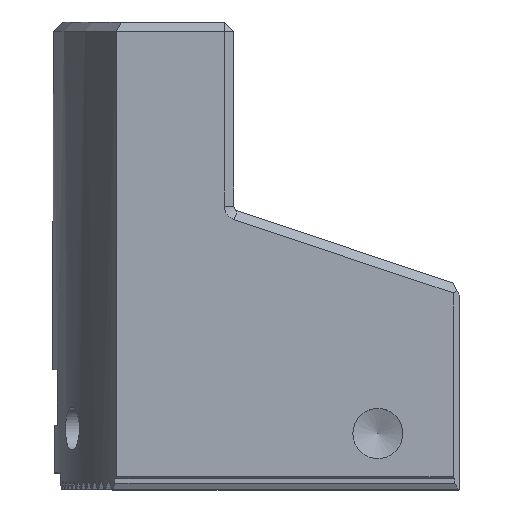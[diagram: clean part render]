
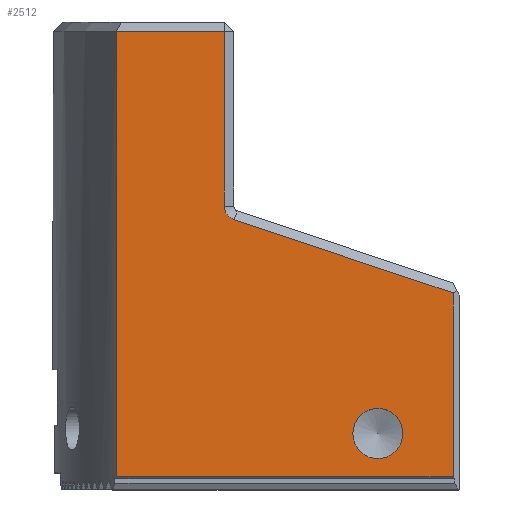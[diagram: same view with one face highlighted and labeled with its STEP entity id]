
A CAD part, top view. The second image highlights one B-rep face of the part: STEP entity #2512.
In plain terms, the highlighted planar face has unit normal (0, 0, 1).
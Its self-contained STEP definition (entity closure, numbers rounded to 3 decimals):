
#214 = CARTESIAN_POINT ( 'NONE',  ( 61.5, -66.5, 35. ) ) ;
#233 = LINE ( 'NONE', #830, #2751 ) ;
#272 = VERTEX_POINT ( 'NONE', #5185 ) ;
#410 = ORIENTED_EDGE ( 'NONE', *, *, #3780, .T. ) ;
#414 = DIRECTION ( 'NONE',  ( 0., -1., 0. ) ) ;
#434 = CARTESIAN_POINT ( 'NONE',  ( 9.499, -75.7, 35. ) ) ;
#481 = VECTOR ( 'NONE', #4742, 1000. ) ;
#610 = VERTEX_POINT ( 'NONE', #4285 ) ;
#731 = DIRECTION ( 'NONE',  ( -1., 0., 0. ) ) ;
#817 = CARTESIAN_POINT ( 'NONE',  ( 37., -0.82, 35. ) ) ;
#830 = CARTESIAN_POINT ( 'NONE',  ( 73.5, -75.7, 35. ) ) ;
#916 = EDGE_LOOP ( 'NONE', ( #4890 ) ) ;
#1035 = ORIENTED_EDGE ( 'NONE', *, *, #2642, .T. ) ;
#1118 = CARTESIAN_POINT ( 'NONE',  ( 9.499, -73.4, 35. ) ) ;
#1136 = CARTESIAN_POINT ( 'NONE',  ( 38.57, -32.38, 35. ) ) ;
#1393 = AXIS2_PLACEMENT_3D ( 'NONE', #434, #3538, #414 ) ;
#1398 = VECTOR ( 'NONE', #4940, 1000. ) ;
#1403 = VERTEX_POINT ( 'NONE', #4889 ) ;
#1418 = CIRCLE ( 'NONE', #5123, 2.3 ) ;
#1435 = ORIENTED_EDGE ( 'NONE', *, *, #4084, .T. ) ;
#1503 = VECTOR ( 'NONE', #3491, 1000. ) ;
#1547 = VERTEX_POINT ( 'NONE', #2734 ) ;
#1788 = DIRECTION ( 'NONE',  ( 0., 0., -1. ) ) ;
#1798 = LINE ( 'NONE', #3080, #4835 ) ;
#1816 = VERTEX_POINT ( 'NONE', #4826 ) ;
#1829 = ORIENTED_EDGE ( 'NONE', *, *, #5078, .F. ) ;
#1835 = FACE_BOUND ( 'NONE', #916, .T. ) ;
#1926 = LINE ( 'NONE', #1136, #1503 ) ;
#2001 = ORIENTED_EDGE ( 'NONE', *, *, #4305, .T. ) ;
#2159 = AXIS2_PLACEMENT_3D ( 'NONE', #214, #5574, #3751 ) ;
#2508 = ORIENTED_EDGE ( 'NONE', *, *, #5310, .F. ) ;
#2512 = ADVANCED_FACE ( 'NONE', ( #2800, #1835 ), #2947, .T. ) ;
#2537 = CIRCLE ( 'NONE', #2159, 4. ) ;
#2642 = EDGE_CURVE ( 'NONE', #4148, #272, #5148, .T. ) ;
#2734 = CARTESIAN_POINT ( 'NONE',  ( 73.5, -44.067, 35. ) ) ;
#2751 = VECTOR ( 'NONE', #4831, 1000. ) ;
#2800 = FACE_OUTER_BOUND ( 'NONE', #3035, .T. ) ;
#2947 = PLANE ( 'NONE',  #1393 ) ;
#3035 = EDGE_LOOP ( 'NONE', ( #2001, #410, #1435, #1035, #4566, #2508, #1829 ) ) ;
#3080 = CARTESIAN_POINT ( 'NONE',  ( 9.499, -2.32, 35. ) ) ;
#3096 = CARTESIAN_POINT ( 'NONE',  ( 39.3, -30.199, 35. ) ) ;
#3300 = EDGE_CURVE ( 'NONE', #272, #1403, #1798, .T. ) ;
#3491 = DIRECTION ( 'NONE',  ( -0.948, 0.317, 0. ) ) ;
#3538 = DIRECTION ( 'NONE',  ( 0., 0., 1. ) ) ;
#3751 = DIRECTION ( 'NONE',  ( 0., -1., 0. ) ) ;
#3766 = VECTOR ( 'NONE', #731, 1000. ) ;
#3780 = EDGE_CURVE ( 'NONE', #1547, #4395, #1926, .T. ) ;
#4039 = LINE ( 'NONE', #5679, #481 ) ;
#4084 = EDGE_CURVE ( 'NONE', #4395, #4148, #1418, .T. ) ;
#4148 = VERTEX_POINT ( 'NONE', #5318 ) ;
#4249 = EDGE_CURVE ( 'NONE', #610, #610, #2537, .T. ) ;
#4256 = CARTESIAN_POINT ( 'NONE',  ( 38.57, -32.38, 35. ) ) ;
#4285 = CARTESIAN_POINT ( 'NONE',  ( 61.5, -70.5, 35. ) ) ;
#4305 = EDGE_CURVE ( 'NONE', #4555, #1547, #233, .T. ) ;
#4395 = VERTEX_POINT ( 'NONE', #4256 ) ;
#4555 = VERTEX_POINT ( 'NONE', #5034 ) ;
#4566 = ORIENTED_EDGE ( 'NONE', *, *, #3300, .T. ) ;
#4742 = DIRECTION ( 'NONE',  ( 0., 1., 0. ) ) ;
#4797 = LINE ( 'NONE', #1118, #3766 ) ;
#4826 = CARTESIAN_POINT ( 'NONE',  ( 19.728, -73.4, 35. ) ) ;
#4831 = DIRECTION ( 'NONE',  ( 0., 1., 0. ) ) ;
#4835 = VECTOR ( 'NONE', #5713, 1000. ) ;
#4889 = CARTESIAN_POINT ( 'NONE',  ( 19.728, -2.32, 35. ) ) ;
#4890 = ORIENTED_EDGE ( 'NONE', *, *, #4249, .T. ) ;
#4940 = DIRECTION ( 'NONE',  ( 0., 1., 0. ) ) ;
#5034 = CARTESIAN_POINT ( 'NONE',  ( 73.5, -73.4, 35. ) ) ;
#5078 = EDGE_CURVE ( 'NONE', #4555, #1816, #4797, .T. ) ;
#5123 = AXIS2_PLACEMENT_3D ( 'NONE', #3096, #1788, #5353 ) ;
#5148 = LINE ( 'NONE', #817, #1398 ) ;
#5185 = CARTESIAN_POINT ( 'NONE',  ( 37., -2.32, 35. ) ) ;
#5310 = EDGE_CURVE ( 'NONE', #1816, #1403, #4039, .T. ) ;
#5318 = CARTESIAN_POINT ( 'NONE',  ( 37., -30.199, 35. ) ) ;
#5353 = DIRECTION ( 'NONE',  ( 0., -1., 0. ) ) ;
#5574 = DIRECTION ( 'NONE',  ( 0., 0., -1. ) ) ;
#5679 = CARTESIAN_POINT ( 'NONE',  ( 19.728, 8.817, 35. ) ) ;
#5713 = DIRECTION ( 'NONE',  ( -1., 0., 0. ) ) ;
